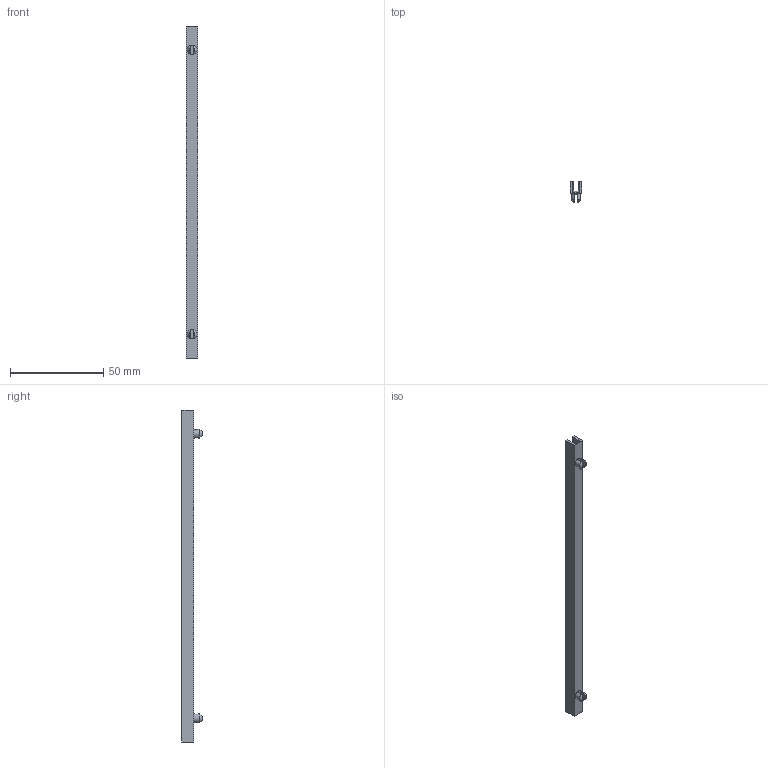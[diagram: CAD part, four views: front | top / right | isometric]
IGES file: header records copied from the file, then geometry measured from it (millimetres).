
Start section: SolidWorks IGES file using analytic representation for surfaces
Global section: file name: DC-700-102.IGS; native system: SolidWorks 2020; preprocessor: SolidWorks 2020; author: avaldez; date: 220414.150308; units: inch
Bounding box: 6.35 x 10.92 x 177.8 mm (x, y, z)
Surface area: 6533.2 mm2 (no closed solid volume)
Topology: 0 solids, 0 shells, 34 faces, 292 edges, 292 vertices
Faces by surface type: bspline 26, revolution 8
